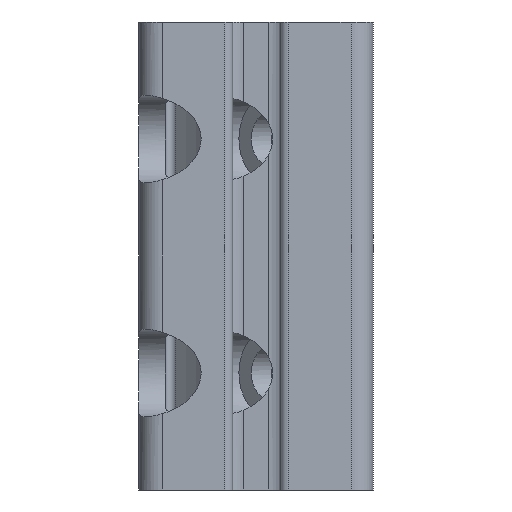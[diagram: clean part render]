
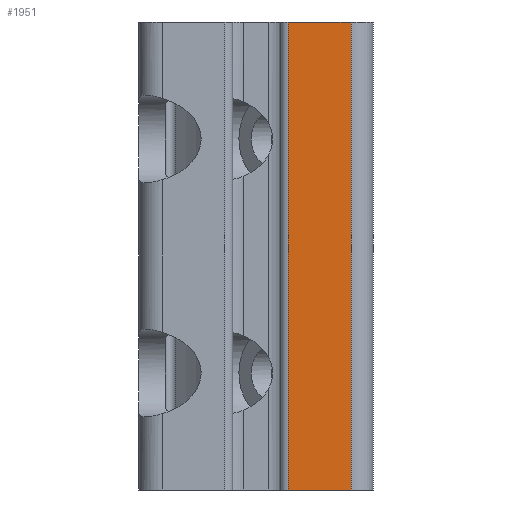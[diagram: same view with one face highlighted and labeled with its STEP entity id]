
A CAD part, front view. The second image highlights one B-rep face of the part: STEP entity #1951.
In plain terms, the highlighted planar face has unit normal (0, -1, 0).
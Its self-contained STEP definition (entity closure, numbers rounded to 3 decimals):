
#219=FACE_OUTER_BOUND('',#329,.T.);
#329=EDGE_LOOP('',(#1583,#1584,#1585,#1586));
#547=LINE('',#3630,#699);
#548=LINE('',#3634,#700);
#549=LINE('',#3636,#701);
#550=LINE('',#3637,#702);
#699=VECTOR('',#2558,80.);
#700=VECTOR('',#2563,10.768);
#701=VECTOR('',#2564,80.);
#702=VECTOR('',#2565,10.768);
#905=VERTEX_POINT('',#3627);
#906=VERTEX_POINT('',#3629);
#907=VERTEX_POINT('',#3633);
#908=VERTEX_POINT('',#3635);
#1167=EDGE_CURVE('',#906,#905,#547,.T.);
#1169=EDGE_CURVE('',#905,#907,#548,.T.);
#1170=EDGE_CURVE('',#908,#907,#549,.T.);
#1171=EDGE_CURVE('',#908,#906,#550,.T.);
#1583=ORIENTED_EDGE('',*,*,#1169,.T.);
#1584=ORIENTED_EDGE('',*,*,#1170,.F.);
#1585=ORIENTED_EDGE('',*,*,#1171,.T.);
#1586=ORIENTED_EDGE('',*,*,#1167,.T.);
#1872=PLANE('',#2123);
#1951=ADVANCED_FACE('',(#219),#1872,.T.);
#2123=AXIS2_PLACEMENT_3D('',#3632,#2561,#2562);
#2558=DIRECTION('',(0.,0.,1.));
#2561=DIRECTION('center_axis',(0.,-1.,0.));
#2562=DIRECTION('ref_axis',(0.,0.,-1.));
#2563=DIRECTION('',(-1.,0.,0.));
#2564=DIRECTION('',(0.,0.,1.));
#2565=DIRECTION('',(1.,0.,0.));
#3627=CARTESIAN_POINT('',(36.268,0.009,80.));
#3629=CARTESIAN_POINT('',(36.268,0.009,0.));
#3630=CARTESIAN_POINT('',(36.268,0.009,0.));
#3632=CARTESIAN_POINT('Origin',(36.268,0.009,0.));
#3633=CARTESIAN_POINT('',(25.5,0.009,80.));
#3634=CARTESIAN_POINT('',(25.5,0.009,80.));
#3635=CARTESIAN_POINT('',(25.5,0.009,0.));
#3636=CARTESIAN_POINT('',(25.5,0.009,0.));
#3637=CARTESIAN_POINT('',(25.5,0.009,0.));
